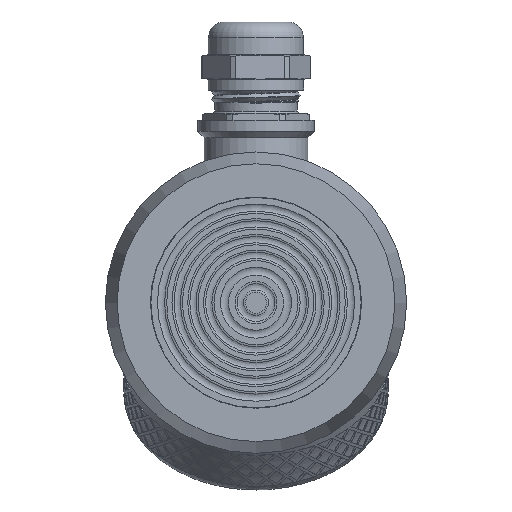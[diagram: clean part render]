
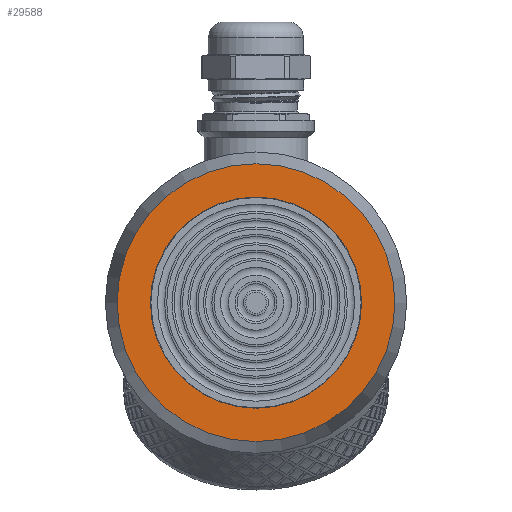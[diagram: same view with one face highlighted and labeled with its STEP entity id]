
A CAD part, left-side view. The second image highlights one B-rep face of the part: STEP entity #29588.
In plain terms, the highlighted planar face has unit normal (-1, 0, 0).
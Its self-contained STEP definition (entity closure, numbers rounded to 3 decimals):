
#230=FACE_BOUND('',#4116,.T.);
#1664=PLANE('',#31720);
#2195=FACE_OUTER_BOUND('',#4115,.T.);
#4115=EDGE_LOOP('',(#20016));
#4116=EDGE_LOOP('',(#20017));
#6267=CIRCLE('',#31711,24.);
#6272=CIRCLE('',#31721,31.571);
#11889=VERTEX_POINT('',#42129);
#11891=VERTEX_POINT('',#42142);
#15074=EDGE_CURVE('',#11889,#11889,#6267,.T.);
#15080=EDGE_CURVE('',#11891,#11891,#6272,.T.);
#20016=ORIENTED_EDGE('',*,*,#15080,.F.);
#20017=ORIENTED_EDGE('',*,*,#15074,.T.);
#29588=ADVANCED_FACE('',(#2195,#230),#1664,.T.);
#31711=AXIS2_PLACEMENT_3D('',#42130,#33488,#33489);
#31720=AXIS2_PLACEMENT_3D('',#42141,#33507,#33508);
#31721=AXIS2_PLACEMENT_3D('',#42143,#33509,#33510);
#33488=DIRECTION('center_axis',(1.,0.,0.));
#33489=DIRECTION('ref_axis',(0.,1.,0.));
#33507=DIRECTION('center_axis',(-1.,0.,0.));
#33508=DIRECTION('ref_axis',(0.,0.,1.));
#33509=DIRECTION('center_axis',(1.,0.,0.));
#33510=DIRECTION('ref_axis',(0.,0.,-1.));
#42129=CARTESIAN_POINT('',(-31.,-24.,0.));
#42130=CARTESIAN_POINT('Origin',(-31.,0.,0.));
#42141=CARTESIAN_POINT('Origin',(-31.,31.571,0.));
#42142=CARTESIAN_POINT('',(-31.,-31.571,0.));
#42143=CARTESIAN_POINT('Origin',(-31.,0.,0.));
